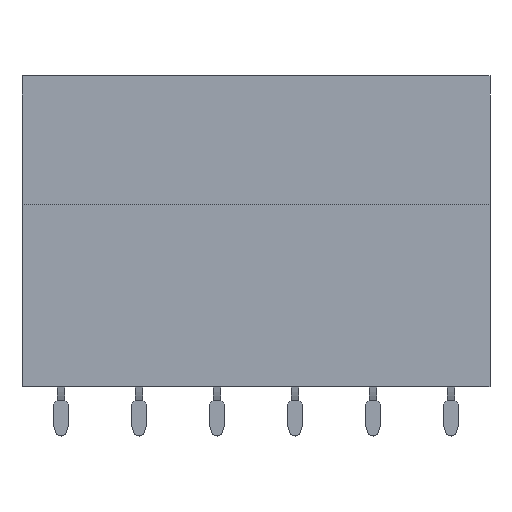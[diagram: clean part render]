
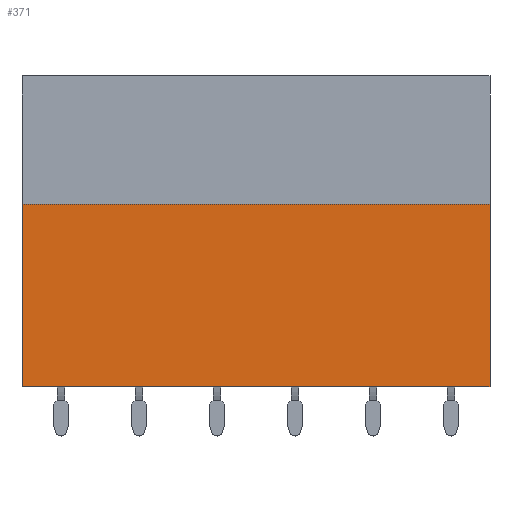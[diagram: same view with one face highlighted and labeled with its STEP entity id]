
A CAD part, front view. The second image highlights one B-rep face of the part: STEP entity #371.
In plain terms, the highlighted planar face has unit normal (0, -1, 0).
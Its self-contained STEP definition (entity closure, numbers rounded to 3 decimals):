
#344=AXIS2_PLACEMENT_3D('Plane Axis2P3D',#341,#342,#343) ;
#296=CARTESIAN_POINT('Vertex',(0.,0.,3.2)) ;
#299=CARTESIAN_POINT('Line Origine',(0.,0.,9.15)) ;
#303=CARTESIAN_POINT('Vertex',(0.,0.,15.1)) ;
#341=CARTESIAN_POINT('Axis2P3D Location',(5.08,0.,0.)) ;
#346=CARTESIAN_POINT('Line Origine',(30.48,0.,9.15)) ;
#350=CARTESIAN_POINT('Vertex',(30.48,0.,3.2)) ;
#352=CARTESIAN_POINT('Vertex',(30.48,0.,15.1)) ;
#355=CARTESIAN_POINT('Line Origine',(15.24,0.,15.1)) ;
#360=CARTESIAN_POINT('Line Origine',(15.24,0.,3.2)) ;
#300=DIRECTION('Vector Direction',(0.,0.,1.)) ;
#342=DIRECTION('Axis2P3D Direction',(0.,1.,-0.)) ;
#343=DIRECTION('Axis2P3D XDirection',(-1.,0.,0.)) ;
#347=DIRECTION('Vector Direction',(0.,0.,1.)) ;
#356=DIRECTION('Vector Direction',(1.,0.,0.)) ;
#361=DIRECTION('Vector Direction',(-1.,0.,0.)) ;
#301=VECTOR('Line Direction',#300,1.) ;
#348=VECTOR('Line Direction',#347,1.) ;
#357=VECTOR('Line Direction',#356,1.) ;
#362=VECTOR('Line Direction',#361,1.) ;
#366=ORIENTED_EDGE('',*,*,#354,.T.) ;
#367=ORIENTED_EDGE('',*,*,#359,.F.) ;
#368=ORIENTED_EDGE('',*,*,#305,.F.) ;
#369=ORIENTED_EDGE('',*,*,#364,.F.) ;
#371=ADVANCED_FACE('BLL 5.08/06/180 3.2 SN OR 1630750000',(#370),#345,.F.) ;
#305=EDGE_CURVE('',#297,#304,#302,.T.) ;
#354=EDGE_CURVE('',#351,#353,#349,.T.) ;
#359=EDGE_CURVE('',#304,#353,#358,.T.) ;
#364=EDGE_CURVE('',#351,#297,#363,.T.) ;
#365=EDGE_LOOP('',(#366,#367,#368,#369)) ;
#370=FACE_OUTER_BOUND('',#365,.T.) ;
#302=LINE('Line',#299,#301) ;
#349=LINE('Line',#346,#348) ;
#358=LINE('Line',#355,#357) ;
#363=LINE('Line',#360,#362) ;
#345=PLANE('',#344) ;
#297=VERTEX_POINT('',#296) ;
#304=VERTEX_POINT('',#303) ;
#351=VERTEX_POINT('',#350) ;
#353=VERTEX_POINT('',#352) ;
